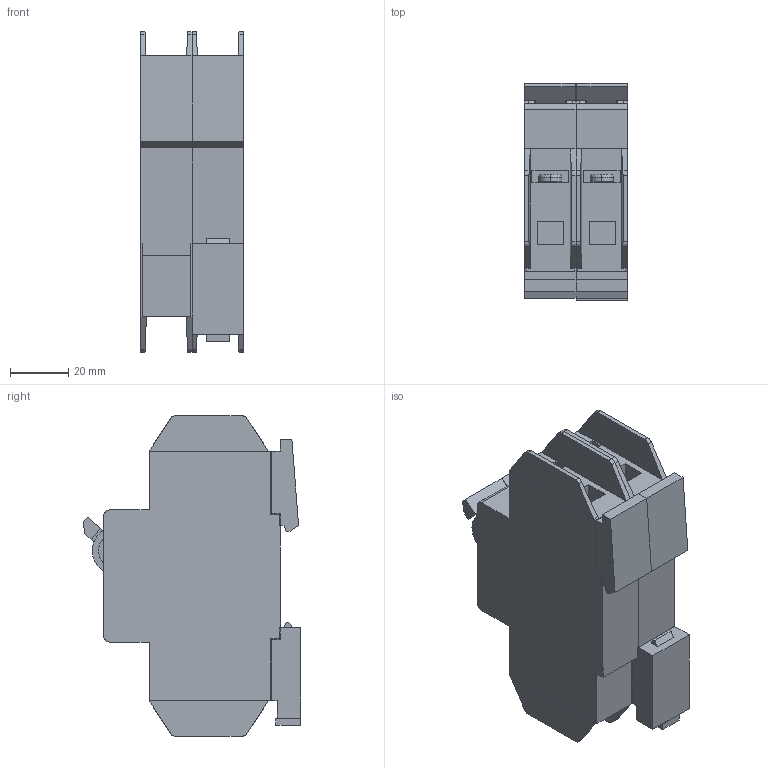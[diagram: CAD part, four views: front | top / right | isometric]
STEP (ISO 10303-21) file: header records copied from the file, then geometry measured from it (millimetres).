
FILE_DESCRIPTION (( 'STEP AP214' ), '1' );
FILE_NAME ('ALTECH L Series (2 Pole).STEP', '2010-03-24T10:19:15', ( 'Ayaz' ), ( '' ), 'SwSTEP 2.0', 'SolidWorks 2009', '' );
FILE_SCHEMA (( 'AUTOMOTIVE_DESIGN' ));
Length unit declared in the file: millimetre
Products named in the file (3): ALTEC 489; ALTECH L Series (2 Pole); ALTEC 489_Printed + Clamp
Assembly tree (2 placements, depth 2):
  ALTECH L Series (2 Pole)
    ALTEC 489
    ALTEC 489_Printed + Clamp
Bounding box: 35.43 x 74.54 x 110 mm (x, y, z)
Volume: 169083.2 mm3; surface area: 45104.4 mm2
Topology: 5 solids, 5 shells, 557 faces, 1554 edges, 1012 vertices
Faces by surface type: plane 410, cylinder 74, bspline 65, torus 8
Entity records: 26374 total; most frequent: CARTESIAN_POINT 7651, ORIENTED_EDGE 3108, DIRECTION 2582, EDGE_CURVE 1554, VECTOR 1228, LINE 1228, VERTEX_POINT 1012, AXIS2_PLACEMENT_3D 677
